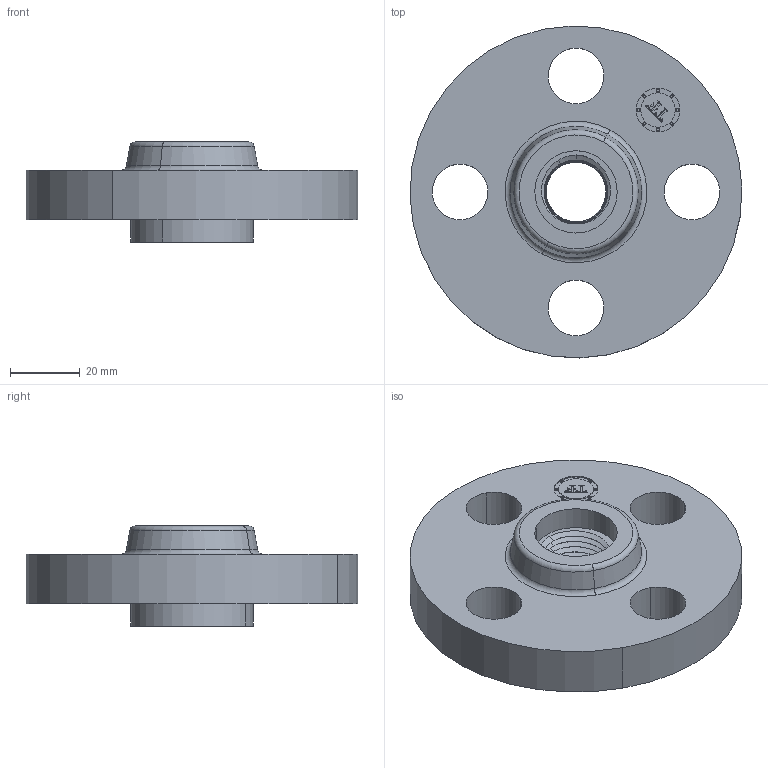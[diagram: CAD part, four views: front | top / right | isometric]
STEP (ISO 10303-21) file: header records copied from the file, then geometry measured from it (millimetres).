
FILE_DESCRIPTION(('3D STEP'),'2;1');
FILE_NAME('0.5-600-THREADED-RF-FLANGE.stp','2013-09-07T22:25:20+00:00',('Texas Flange'),(''),'CATIA Version 5 Release 20 SP 6 (IN-10)','CATIA V5 STEP AP214','800-826-3801');
FILE_SCHEMA(('AUTOMOTIVE_DESIGN { 1 0 10303 214 1 1 1 1 }'));
Length unit declared in the file: inch
Products named in the file (1): 0.5-600-THREADED-RF-FLANGE
Bounding box: 95.22 x 95.22 x 28.7 mm (x, y, z)
Volume: 95382.5 mm3; surface area: 23596.8 mm2
Topology: 1 solids, 1 shells, 538 faces, 1470 edges, 954 vertices
Faces by surface type: plane 370, bspline 103, cylinder 34, cone 27, torus 4
Entity records: 21198 total; most frequent: CARTESIAN_POINT 6081, ORIENTED_EDGE 2940, DIRECTION 1921, EDGE_CURVE 1470, VECTOR 1105, LINE 1105, VERTEX_POINT 954, EDGE_LOOP 568
